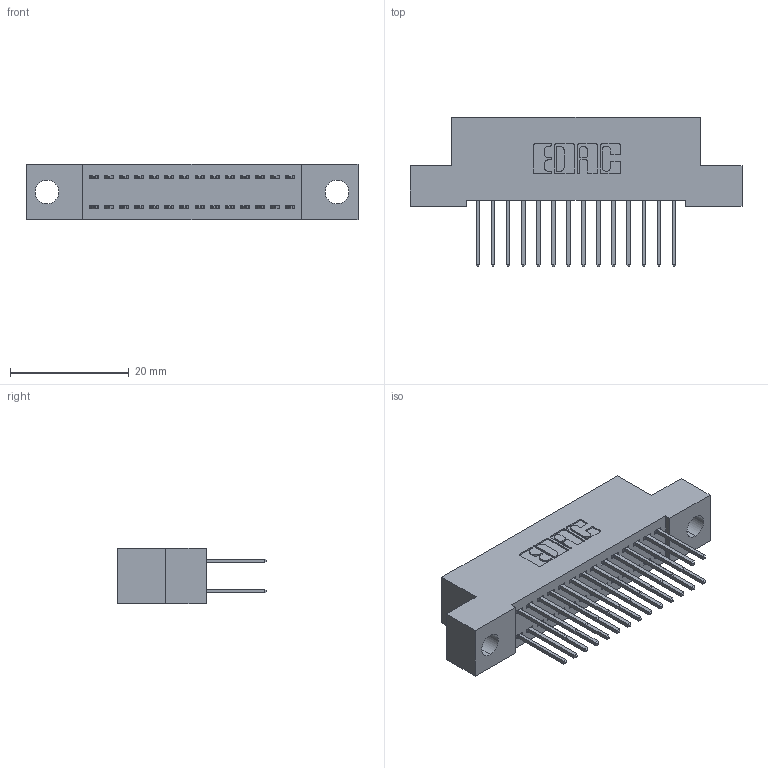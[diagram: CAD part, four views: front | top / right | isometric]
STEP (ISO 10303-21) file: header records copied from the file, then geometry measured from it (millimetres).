
FILE_DESCRIPTION (( 'STEP AP203' ), '1' );
FILE_NAME ('342-028-523-204.STEP', '2018-08-11T06:32:50', ( '' ), ( '' ), 'SwSTEP 2.0', 'SolidWorks 2016', '' );
FILE_SCHEMA (( 'CONFIG_CONTROL_DESIGN' ));
Length unit declared in the file: inch
Products named in the file (3): 342-028-523-204; 342 Part_.156 TH; 345-292-001_345-293-123
Assembly tree (29 placements, depth 2):
  342-028-523-204
    342 Part_.156 TH
    345-292-001_345-293-123  x28
Bounding box: 55.88 x 25.15 x 9.4 mm (x, y, z)
Volume: 4858.7 mm3; surface area: 7287.1 mm2
Topology: 29 solids, 29 shells, 1566 faces, 4639 edges, 3054 vertices
Faces by surface type: plane 1074, cylinder 492
Entity records: 12517 total; most frequent: CARTESIAN_POINT 2106, ORIENTED_EDGE 2042, DIRECTION 1849, EDGE_CURVE 1021, VECTOR 893, LINE 893, VERTEX_POINT 678, AXIS2_PLACEMENT_3D 478
